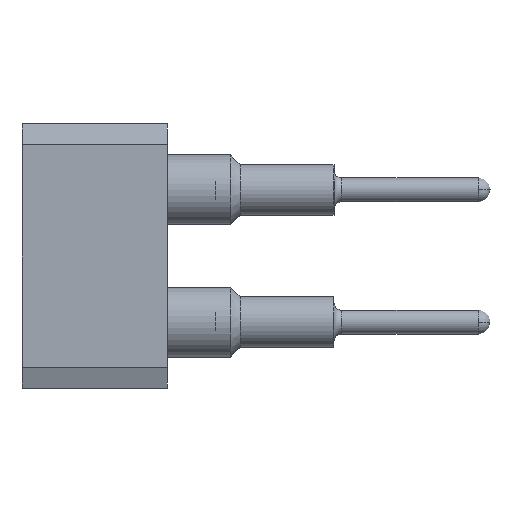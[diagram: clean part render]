
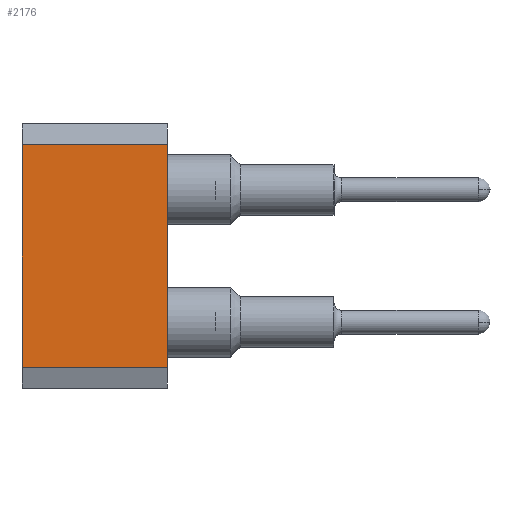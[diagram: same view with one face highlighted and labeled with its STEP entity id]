
A CAD part, left-side view. The second image highlights one B-rep face of the part: STEP entity #2176.
In plain terms, the highlighted planar face has unit normal (-1, 0, 0).
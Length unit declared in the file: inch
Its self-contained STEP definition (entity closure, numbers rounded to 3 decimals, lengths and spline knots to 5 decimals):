
#375 = DIRECTION ( 'NONE',  ( 0., 1., 0. ) ) ;
#387 = ORIENTED_EDGE ( 'NONE', *, *, #5662, .F. ) ;
#448 = EDGE_CURVE ( 'NONE', #2557, #4571, #7231, .T. ) ;
#619 = CARTESIAN_POINT ( 'NONE',  ( -0.01203, -0.11, -0.18425 ) ) ;
#1371 = CARTESIAN_POINT ( 'NONE',  ( -0.01203, 0., -0.18425 ) ) ;
#1449 = VECTOR ( 'NONE', #1827, 39.37008 ) ;
#1466 = EDGE_CURVE ( 'NONE', #6384, #2557, #8724, .T. ) ;
#1827 = DIRECTION ( 'NONE',  ( 0., 0., 1. ) ) ;
#1975 = PLANE ( 'NONE',  #7856 ) ;
#2176 = ADVANCED_FACE ( 'NONE', ( #5933 ), #1975, .T. ) ;
#2494 = EDGE_CURVE ( 'NONE', #5436, #4571, #7131, .T. ) ;
#2556 = CARTESIAN_POINT ( 'NONE',  ( -0.01203, -0.11, -0.18425 ) ) ;
#2557 = VERTEX_POINT ( 'NONE', #7447 ) ;
#2960 = DIRECTION ( 'NONE',  ( 0., 0., 1. ) ) ;
#3152 = VECTOR ( 'NONE', #375, 39.37008 ) ;
#3805 = CARTESIAN_POINT ( 'NONE',  ( -0.01203, -0.11, -0.18425 ) ) ;
#4029 = VECTOR ( 'NONE', #2960, 39.37008 ) ;
#4525 = ORIENTED_EDGE ( 'NONE', *, *, #448, .T. ) ;
#4571 = VERTEX_POINT ( 'NONE', #4599 ) ;
#4599 = CARTESIAN_POINT ( 'NONE',  ( -0.01203, 0., -0.01575 ) ) ;
#4970 = ORIENTED_EDGE ( 'NONE', *, *, #1466, .T. ) ;
#5010 = CARTESIAN_POINT ( 'NONE',  ( -0.01203, -0.11, -0.01575 ) ) ;
#5313 = DIRECTION ( 'NONE',  ( 0., 0., 1. ) ) ;
#5436 = VERTEX_POINT ( 'NONE', #1371 ) ;
#5648 = EDGE_LOOP ( 'NONE', ( #7995, #387, #4970, #4525 ) ) ;
#5662 = EDGE_CURVE ( 'NONE', #6384, #5436, #7190, .T. ) ;
#5839 = CARTESIAN_POINT ( 'NONE',  ( -0.01203, 0., -0.18425 ) ) ;
#5933 = FACE_OUTER_BOUND ( 'NONE', #5648, .T. ) ;
#6384 = VERTEX_POINT ( 'NONE', #6409 ) ;
#6409 = CARTESIAN_POINT ( 'NONE',  ( -0.01203, -0.11, -0.18425 ) ) ;
#6523 = DIRECTION ( 'NONE',  ( 0., 1., 0. ) ) ;
#7131 = LINE ( 'NONE', #5839, #4029 ) ;
#7190 = LINE ( 'NONE', #3805, #8452 ) ;
#7231 = LINE ( 'NONE', #5010, #3152 ) ;
#7447 = CARTESIAN_POINT ( 'NONE',  ( -0.01203, -0.11, -0.01575 ) ) ;
#7856 = AXIS2_PLACEMENT_3D ( 'NONE', #2556, #8642, #5313 ) ;
#7995 = ORIENTED_EDGE ( 'NONE', *, *, #2494, .F. ) ;
#8452 = VECTOR ( 'NONE', #6523, 39.37008 ) ;
#8642 = DIRECTION ( 'NONE',  ( -1., 0., 0. ) ) ;
#8724 = LINE ( 'NONE', #619, #1449 ) ;
